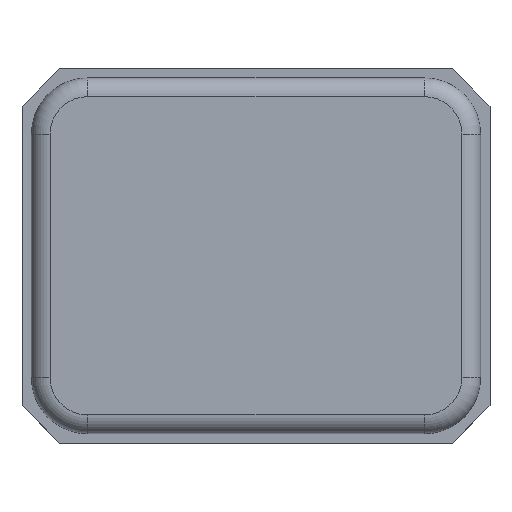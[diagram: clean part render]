
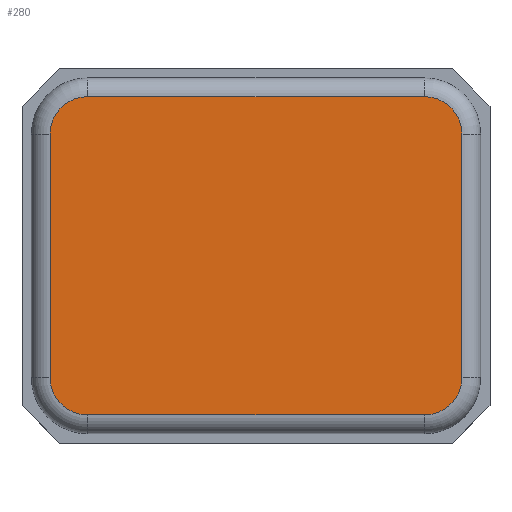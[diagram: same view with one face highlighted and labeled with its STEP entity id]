
A CAD part, top view. The second image highlights one B-rep face of the part: STEP entity #280.
In plain terms, the highlighted planar face has unit normal (0, 0, 1).
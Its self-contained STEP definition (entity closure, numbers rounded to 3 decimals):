
#100=CARTESIAN_POINT('Vertex',(-0.9,0.85,0.8)) ;
#107=CARTESIAN_POINT('Vertex',(-1.1,0.65,0.8)) ;
#110=CARTESIAN_POINT('Axis2P3D Location',(-0.9,0.65,0.8)) ;
#162=CARTESIAN_POINT('Vertex',(0.9,0.85,0.8)) ;
#165=CARTESIAN_POINT('Line Origine',(0.,0.85,0.8)) ;
#217=CARTESIAN_POINT('Vertex',(-1.1,-0.65,0.8)) ;
#220=CARTESIAN_POINT('Line Origine',(-1.1,0.,0.8)) ;
#232=CARTESIAN_POINT('Axis2P3D Location',(0.,0.,0.8)) ;
#237=CARTESIAN_POINT('Axis2P3D Location',(-0.9,-0.65,0.8)) ;
#241=CARTESIAN_POINT('Vertex',(-0.9,-0.85,0.8)) ;
#244=CARTESIAN_POINT('Line Origine',(0.,-0.85,0.8)) ;
#248=CARTESIAN_POINT('Vertex',(0.9,-0.85,0.8)) ;
#251=CARTESIAN_POINT('Axis2P3D Location',(0.9,-0.65,0.8)) ;
#255=CARTESIAN_POINT('Vertex',(1.1,-0.65,0.8)) ;
#258=CARTESIAN_POINT('Line Origine',(1.1,0.,0.8)) ;
#262=CARTESIAN_POINT('Vertex',(1.1,0.65,0.8)) ;
#265=CARTESIAN_POINT('Axis2P3D Location',(0.9,0.65,0.8)) ;
#111=DIRECTION('Axis2P3D Direction',(0.,0.,1.)) ;
#166=DIRECTION('Vector Direction',(1.,0.,0.)) ;
#221=DIRECTION('Vector Direction',(0.,-1.,0.)) ;
#233=DIRECTION('Axis2P3D Direction',(0.,0.,1.)) ;
#234=DIRECTION('Axis2P3D XDirection',(1.,0.,0.)) ;
#238=DIRECTION('Axis2P3D Direction',(0.,0.,1.)) ;
#245=DIRECTION('Vector Direction',(-1.,0.,0.)) ;
#252=DIRECTION('Axis2P3D Direction',(0.,0.,1.)) ;
#259=DIRECTION('Vector Direction',(0.,1.,0.)) ;
#266=DIRECTION('Axis2P3D Direction',(0.,0.,1.)) ;
#112=AXIS2_PLACEMENT_3D('Circle Axis2P3D',#110,#111,$) ;
#235=AXIS2_PLACEMENT_3D('Plane Axis2P3D',#232,#233,#234) ;
#239=AXIS2_PLACEMENT_3D('Circle Axis2P3D',#237,#238,$) ;
#253=AXIS2_PLACEMENT_3D('Circle Axis2P3D',#251,#252,$) ;
#267=AXIS2_PLACEMENT_3D('Circle Axis2P3D',#265,#266,$) ;
#271=ORIENTED_EDGE('',*,*,#169,.T.) ;
#272=ORIENTED_EDGE('',*,*,#114,.T.) ;
#273=ORIENTED_EDGE('',*,*,#224,.T.) ;
#274=ORIENTED_EDGE('',*,*,#243,.T.) ;
#275=ORIENTED_EDGE('',*,*,#250,.T.) ;
#276=ORIENTED_EDGE('',*,*,#257,.T.) ;
#277=ORIENTED_EDGE('',*,*,#264,.T.) ;
#278=ORIENTED_EDGE('',*,*,#269,.T.) ;
#167=VECTOR('Line Direction',#166,1.) ;
#222=VECTOR('Line Direction',#221,1.) ;
#246=VECTOR('Line Direction',#245,1.) ;
#260=VECTOR('Line Direction',#259,1.) ;
#280=ADVANCED_FACE('\X2\FF8AFF9FFF70FF82\X0\ \X2\FF8EFF9EFF83FF9EFF68FF70\X0\',(#279),#236,.T.) ;
#113=CIRCLE('generated circle',#112,0.2) ;
#240=CIRCLE('generated circle',#239,0.2) ;
#254=CIRCLE('generated circle',#253,0.2) ;
#268=CIRCLE('generated circle',#267,0.2) ;
#114=EDGE_CURVE('',#101,#108,#113,.T.) ;
#169=EDGE_CURVE('',#163,#101,#168,.F.) ;
#224=EDGE_CURVE('',#108,#218,#223,.T.) ;
#243=EDGE_CURVE('',#218,#242,#240,.T.) ;
#250=EDGE_CURVE('',#242,#249,#247,.F.) ;
#257=EDGE_CURVE('',#249,#256,#254,.T.) ;
#264=EDGE_CURVE('',#256,#263,#261,.T.) ;
#269=EDGE_CURVE('',#263,#163,#268,.T.) ;
#270=EDGE_LOOP('',(#271,#272,#273,#274,#275,#276,#277,#278)) ;
#279=FACE_OUTER_BOUND('',#270,.T.) ;
#168=LINE('Line',#165,#167) ;
#223=LINE('Line',#220,#222) ;
#247=LINE('Line',#244,#246) ;
#261=LINE('Line',#258,#260) ;
#236=PLANE('',#235) ;
#101=VERTEX_POINT('',#100) ;
#108=VERTEX_POINT('',#107) ;
#163=VERTEX_POINT('',#162) ;
#218=VERTEX_POINT('',#217) ;
#242=VERTEX_POINT('',#241) ;
#249=VERTEX_POINT('',#248) ;
#256=VERTEX_POINT('',#255) ;
#263=VERTEX_POINT('',#262) ;
